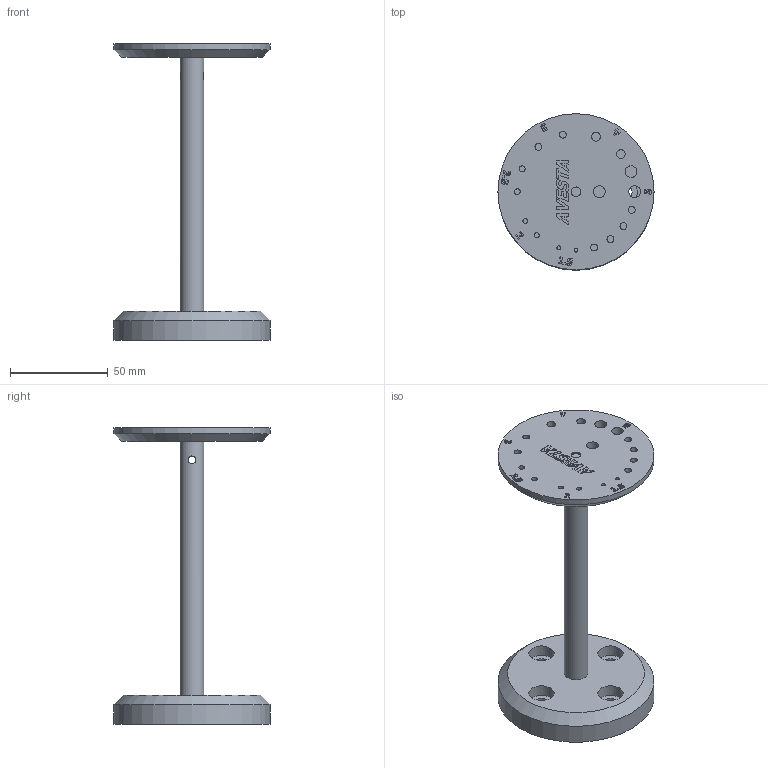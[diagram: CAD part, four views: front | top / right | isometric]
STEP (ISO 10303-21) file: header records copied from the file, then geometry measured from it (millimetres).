
FILE_DESCRIPTION(/* description */ (''),/* implementation_level */ '2;1');
FILE_NAME(/* name */ '06_SH.stp',/* time_stamp */ '2024-11-27T15:25:02+03:00',/* author */ ('asidnin'),/* organization */ (''),/* preprocessor_version */ 'ST-DEVELOPER v18',/* originating_system */ 'Autodesk Inventor 2020',/* authorisation */ '');
FILE_SCHEMA (('CONFIG_CONTROL_DESIGN'));
Length unit declared in the file: millimetre
Products named in the file (4): 06_SH1; основание; держатель отверток; стержень
Assembly tree (3 placements, depth 2):
  06_SH1
    основание
    держатель отверток
    стержень
Bounding box: 80 x 80 x 152 mm (x, y, z)
Volume: 108772.9 mm3; surface area: 32977.5 mm2
Topology: 3 solids, 3 shells, 299 faces, 803 edges, 537 vertices
Faces by surface type: plane 163, bspline 95, cylinder 37, cone 4
Full cylindrical faces by diameter (mm): 2 x2, 2.5 x2, 3 x2, 3.5 x6, 4 x1, 4.5 x2, 4.917 x2, 6 x4, 6.5 x1, 7.5 x4, 9 x2, 12 x1, 13 x5, 70 x1, 80 x2
Entity records: 10135 total; most frequent: CARTESIAN_POINT 2950, ORIENTED_EDGE 1604, DIRECTION 1110, EDGE_CURVE 802, VERTEX_POINT 537, LINE 524, VECTOR 524, EDGE_LOOP 375
